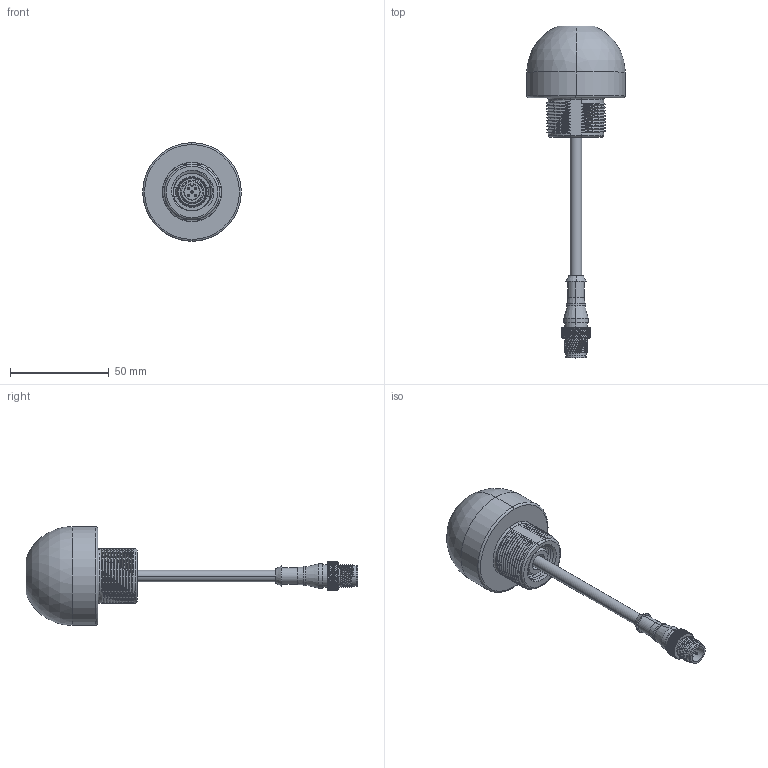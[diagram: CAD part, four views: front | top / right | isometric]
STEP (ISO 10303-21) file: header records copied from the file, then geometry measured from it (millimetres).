
FILE_DESCRIPTION((''),'2;1');
FILE_NAME('212847_ASM','2019-11-25T13:27:32',('pdmadmin'),('BANNER ENGINEERING'),'CREO PARAMETRIC BY PTC INC, 2018300','CREO PARAMETRIC BY PTC INC, 2018300','');
FILE_SCHEMA(('CONFIG_CONTROL_DESIGN'));
Products named in the file (12): 210368; 164109; 126458; 32626_GENERIC; 132098_2; 133273; 133396; 133394; 141342; 133399_ASM; 122361; 212847_ASM
Assembly tree (14 placements, depth 3):
  212847_ASM
    210368
    164109
    126458
    32626_GENERIC
    132098_2
    133273
    133399_ASM
      133396
      133394  x4
      141342
    122361
Bounding box: 50 x 168.09 x 50 mm (x, y, z)
Volume: 33022.7 mm3; surface area: 29924.8 mm2
Topology: 13 solids, 13 shells, 2564 faces, 5807 edges, 3297 vertices
Faces by surface type: bspline 1413, cylinder 714, plane 280, cone 73, torus 48, sphere 34, revolution 2
Entity records: 133678 total; most frequent: CARTESIAN_POINT 89416, ORIENTED_EDGE 11346, EDGE_CURVE 5673, DIRECTION 4996, B_SPLINE_CURVE_WITH_KNOTS 3799, VERTEX_POINT 3231, EDGE_LOOP 2568, FACE_OUTER_BOUND 2504
